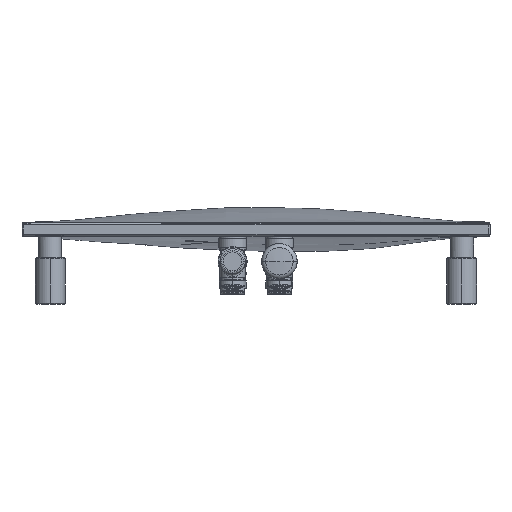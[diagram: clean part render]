
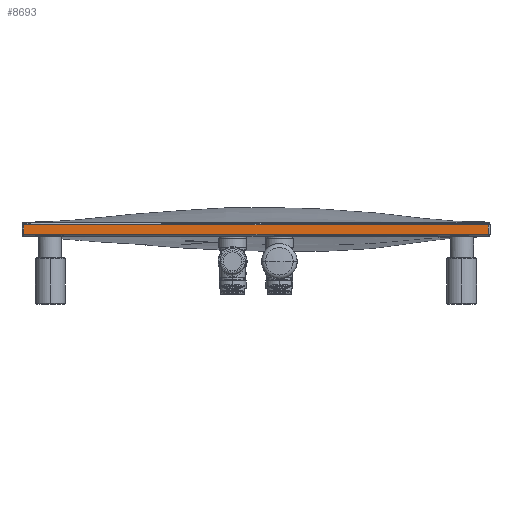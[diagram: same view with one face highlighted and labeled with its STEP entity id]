
A CAD part, front view. The second image highlights one B-rep face of the part: STEP entity #8693.
In plain terms, the highlighted planar face has unit normal (0, -1, 0).
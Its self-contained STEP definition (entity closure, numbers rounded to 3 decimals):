
#1059=CARTESIAN_POINT('',(248.,-850.,1.87));
#1060=CARTESIAN_POINT('',(245.82,-850.,1.848));
#1061=CARTESIAN_POINT('',(241.142,-850.,1.803));
#1062=CARTESIAN_POINT('',(233.177,-850.,1.742));
#1063=CARTESIAN_POINT('',(224.246,-850.,1.691));
#1064=CARTESIAN_POINT('',(214.369,-850.,1.653));
#1065=CARTESIAN_POINT('',(204.938,-850.,1.633));
#1066=CARTESIAN_POINT('',(196.067,-850.,1.626));
#1067=CARTESIAN_POINT('',(186.801,-850.,1.63));
#1068=CARTESIAN_POINT('',(176.56,-850.,1.649));
#1069=CARTESIAN_POINT('',(165.439,-850.,1.685));
#1070=CARTESIAN_POINT('',(153.233,-850.,1.738));
#1071=CARTESIAN_POINT('',(139.652,-850.,1.807));
#1072=CARTESIAN_POINT('',(124.393,-850.,1.889));
#1073=CARTESIAN_POINT('',(107.556,-850.,1.967));
#1074=CARTESIAN_POINT('',(89.226,-850.,2.025));
#1075=CARTESIAN_POINT('',(69.015,-850.,2.066));
#1076=CARTESIAN_POINT('',(46.175,-850.,2.104));
#1077=CARTESIAN_POINT('',(19.914,-850.,2.165));
#1078=CARTESIAN_POINT('',(-9.648,-850.,2.262));
#1079=CARTESIAN_POINT('',(-40.444,-850.,2.257));
#1080=CARTESIAN_POINT('',(-69.179,-850.,2.147));
#1081=CARTESIAN_POINT('',(-94.586,-850.,2.079));
#1082=CARTESIAN_POINT('',(-117.273,-850.,2.017));
#1083=CARTESIAN_POINT('',(-137.661,-850.,1.95));
#1084=CARTESIAN_POINT('',(-155.611,-850.,1.891));
#1085=CARTESIAN_POINT('',(-171.225,-850.,1.84));
#1086=CARTESIAN_POINT('',(-184.878,-850.,1.799));
#1087=CARTESIAN_POINT('',(-196.809,-850.,1.773));
#1088=CARTESIAN_POINT('',(-207.303,-850.,1.763));
#1089=CARTESIAN_POINT('',(-216.47,-850.,1.766));
#1090=CARTESIAN_POINT('',(-224.458,-850.,1.78));
#1091=CARTESIAN_POINT('',(-231.793,-850.,1.803));
#1092=CARTESIAN_POINT('',(-239.372,-850.,1.839));
#1093=CARTESIAN_POINT('',(-245.046,-850.,1.876));
#1094=CARTESIAN_POINT('',(-248.,-850.,1.899));
#1099=DIRECTION('',(0.,0.,1.));
#1100=VECTOR('',#1099,10.001);
#1101=CARTESIAN_POINT('',(-248.,-850.,1.899));
#1102=LINE('',#1101,#1100);
#1106=CARTESIAN_POINT('',(-248.,-850.,11.9));
#1107=CARTESIAN_POINT('',(-244.477,-850.,
11.873));
#1108=CARTESIAN_POINT('',(-237.481,-850.,
11.828));
#1109=CARTESIAN_POINT('',(-226.458,-850.,
11.783));
#1110=CARTESIAN_POINT('',(-216.957,-850.,
11.766));
#1111=CARTESIAN_POINT('',(-208.289,-850.,
11.763));
#1112=CARTESIAN_POINT('',(-199.953,-850.,
11.769));
#1113=CARTESIAN_POINT('',(-191.088,-850.,11.783));
#1114=CARTESIAN_POINT('',(-181.258,-850.,11.807));
#1115=CARTESIAN_POINT('',(-170.517,-850.,11.839));
#1116=CARTESIAN_POINT('',(-158.56,-850.,11.878));
#1117=CARTESIAN_POINT('',(-145.319,-850.,11.922));
#1118=CARTESIAN_POINT('',(-130.658,-850.,11.97));
#1119=CARTESIAN_POINT('',(-113.933,-850.,12.021));
#1120=CARTESIAN_POINT('',(-95.5,-850.,12.073));
#1121=CARTESIAN_POINT('',(-76.961,-850.,12.123));
#1122=CARTESIAN_POINT('',(-58.828,-850.,12.185));
#1123=CARTESIAN_POINT('',(-40.44,-850.,12.247));
#1124=CARTESIAN_POINT('',(-21.205,-850.,12.267));
#1125=CARTESIAN_POINT('',(-2.731,-850.,12.236));
#1126=CARTESIAN_POINT('',(14.064,-850.,12.188));
#1127=CARTESIAN_POINT('',(30.064,-850.,12.141));
#1128=CARTESIAN_POINT('',(45.888,-850.,12.106));
#1129=CARTESIAN_POINT('',(62.181,-850.,12.077));
#1130=CARTESIAN_POINT('',(79.653,-850.,12.047));
#1131=CARTESIAN_POINT('',(98.514,-850.,12.001));
#1132=CARTESIAN_POINT('',(116.764,-850.,11.926));
#1133=CARTESIAN_POINT('',(132.762,-850.,11.847));
#1134=CARTESIAN_POINT('',(146.74,-850.,11.773));
#1135=CARTESIAN_POINT('',(159.057,-850.,11.715));
#1136=CARTESIAN_POINT('',(170.003,-850.,11.674));
#1137=CARTESIAN_POINT('',(179.809,-850.,11.648));
#1138=CARTESIAN_POINT('',(188.596,-850.,11.635));
#1139=CARTESIAN_POINT('',(196.536,-850.,11.632));
#1140=CARTESIAN_POINT('',(203.381,-850.,11.638));
#1141=CARTESIAN_POINT('',(209.514,-850.,11.648));
#1142=CARTESIAN_POINT('',(215.707,-850.,11.664));
#1143=CARTESIAN_POINT('',(222.615,-850.,11.689));
#1144=CARTESIAN_POINT('',(230.229,-850.,11.727));
#1145=CARTESIAN_POINT('',(238.621,-850.,11.784));
#1146=CARTESIAN_POINT('',(244.782,-850.,11.839));
#1147=CARTESIAN_POINT('',(248.,-850.,11.872));
#1152=DIRECTION('',(0.,0.,1.));
#1153=VECTOR('',#1152,10.001);
#1154=CARTESIAN_POINT('',(248.,-850.,1.87));
#1155=LINE('',#1154,#1153);
#2749=CARTESIAN_POINT('',(248.,-850.,1.87));
#2750=VERTEX_POINT('',#2749);
#2752=VERTEX_POINT('',#1094);
#2756=CARTESIAN_POINT('',(-248.,-850.,11.9));
#2758=VERTEX_POINT('',#2756);
#2761=VERTEX_POINT('',#1147);
#8679=CARTESIAN_POINT('',(250.,-850.,-225.21));
#8680=DIRECTION('',(0.,1.,0.));
#8681=DIRECTION('',(-1.,0.,0.));
#8682=AXIS2_PLACEMENT_3D('',#8679,#8680,#8681);
#8683=PLANE('',#8682);
#8685=ORIENTED_EDGE('',*,*,#8684,.T.);
#8687=ORIENTED_EDGE('',*,*,#8686,.T.);
#8689=ORIENTED_EDGE('',*,*,#8688,.T.);
#8690=ORIENTED_EDGE('',*,*,#8671,.F.);
#8691=EDGE_LOOP('',(#8685,#8687,#8689,#8690));
#8692=FACE_OUTER_BOUND('',#8691,.F.);
#1095=B_SPLINE_CURVE_WITH_KNOTS('',3,(#1059,#1060,#1061,#1062,#1063,#1064,#1065,
#1066,#1067,#1068,#1069,#1070,#1071,#1072,#1073,#1074,#1075,#1076,#1077,#1078,
#1079,#1080,#1081,#1082,#1083,#1084,#1085,#1086,#1087,#1088,#1089,#1090,#1091,
#1092,#1093,#1094),.UNSPECIFIED.,.F.,.F.,(4,1,1,1,1,1,1,1,1,1,1,1,1,1,1,1,1,1,1,
1,1,1,1,1,1,1,1,1,1,1,1,1,1,4),(0.,0.03,0.061,
0.091,0.121,0.152,0.182,
0.212,0.242,0.273,0.303,
0.333,0.364,0.394,0.424,
0.455,0.485,0.515,0.545,
0.576,0.606,0.636,0.667,
0.697,0.727,0.758,0.788,
0.818,0.848,0.879,0.909,
0.939,0.97,1.),.UNSPECIFIED.);
#1148=B_SPLINE_CURVE_WITH_KNOTS('',3,(#1106,#1107,#1108,#1109,#1110,#1111,#1112,
#1113,#1114,#1115,#1116,#1117,#1118,#1119,#1120,#1121,#1122,#1123,#1124,#1125,
#1126,#1127,#1128,#1129,#1130,#1131,#1132,#1133,#1134,#1135,#1136,#1137,#1138,
#1139,#1140,#1141,#1142,#1143,#1144,#1145,#1146,#1147),.UNSPECIFIED.,.F.,.F.,(4,
1,1,1,1,1,1,1,1,1,1,1,1,1,1,1,1,1,1,1,1,1,1,1,1,1,1,1,1,1,1,1,1,1,1,1,1,1,1,4),(
0.,0.026,0.051,0.077,0.103,
0.128,0.154,0.179,0.205,
0.231,0.256,0.282,0.308,
0.333,0.359,0.385,0.41,
0.436,0.462,0.487,0.513,
0.538,0.564,0.59,0.615,
0.641,0.667,0.692,0.718,
0.744,0.769,0.795,0.821,
0.846,0.872,0.897,0.923,
0.949,0.974,1.),.UNSPECIFIED.);
#8671=EDGE_CURVE('',#2750,#2761,#1155,.T.);
#8684=EDGE_CURVE('',#2750,#2752,#1095,.T.);
#8686=EDGE_CURVE('',#2752,#2758,#1102,.T.);
#8688=EDGE_CURVE('',#2758,#2761,#1148,.T.);
#8693=ADVANCED_FACE('',(#8692),#8683,.F.);
